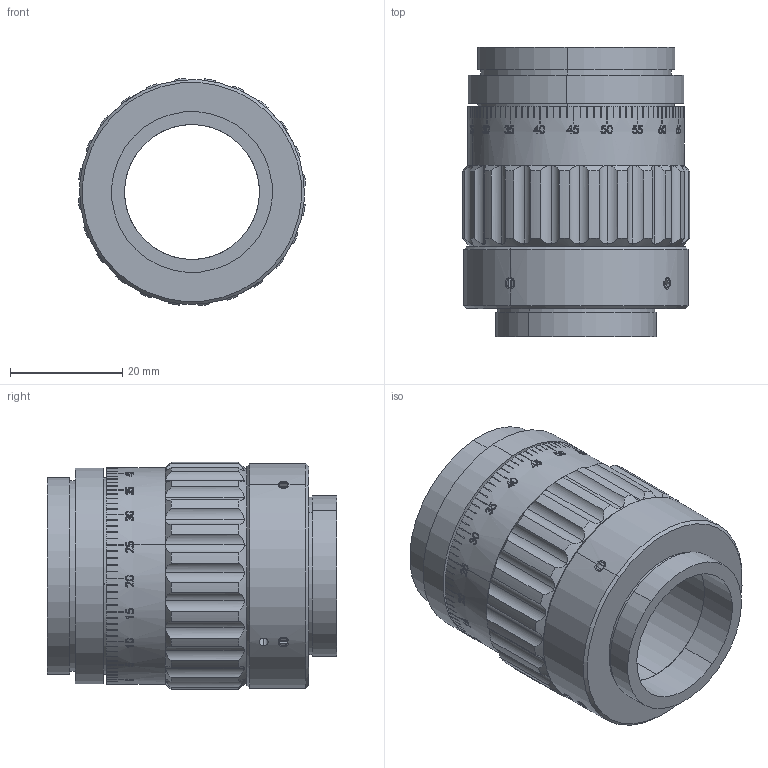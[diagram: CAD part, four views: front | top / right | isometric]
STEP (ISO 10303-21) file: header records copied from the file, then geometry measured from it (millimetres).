
FILE_DESCRIPTION (( 'STEP AP214' ), '1' );
FILE_NAME ('506003.STEP', '2019-10-12T06:12:06', ( '' ), ( '' ), 'SwSTEP 2.0', 'SolidWorks 2016', '' );
FILE_SCHEMA (( 'AUTOMOTIVE_DESIGN' ));
Length unit declared in the file: millimetre
Products named in the file (6): HFA24-01连动圈; HFA24-03覃蝴忒謫; M28.5坶踡遠; HFA24-02隅弇芠; 癹弇肣隊; 506003
Assembly tree (8 placements, depth 2):
  506003
    HFA24-01连动圈
    HFA24-02隅弇芠
    HFA24-03覃蝴忒謫
    癹弇肣隊  x4
    M28.5坶踡遠
Bounding box: 40.44 x 51.5 x 40.44 mm (x, y, z)
Volume: 32311 mm3; surface area: 28857.3 mm2
Topology: 8 solids, 8 shells, 1559 faces, 4250 edges, 2806 vertices
Faces by surface type: plane 658, bspline 502, cylinder 351, cone 48
Entity records: 108453 total; most frequent: CARTESIAN_POINT 73884, ORIENTED_EDGE 8320, DIRECTION 5134, EDGE_CURVE 4160, VERTEX_POINT 2752, B_SPLINE_CURVE_WITH_KNOTS 1875, AXIS2_PLACEMENT_3D 1823, EDGE_LOOP 1638
